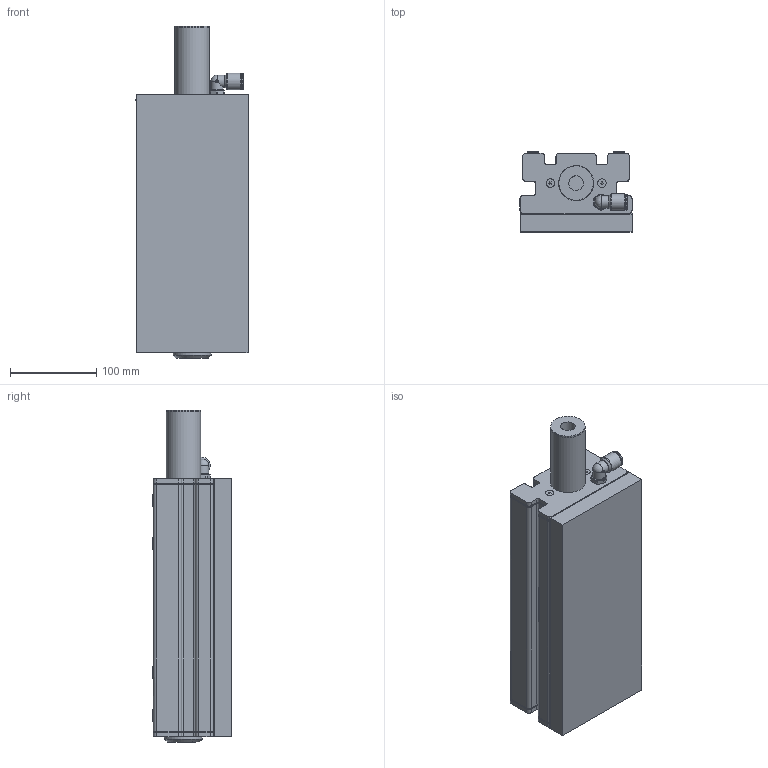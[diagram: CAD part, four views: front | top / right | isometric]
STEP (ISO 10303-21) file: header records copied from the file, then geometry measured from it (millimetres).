
FILE_DESCRIPTION(/* description */ (''),/* implementation_level */ '2;1');
FILE_NAME(/* name */ 'lvac0320Exxxx.stp',/* time_stamp */ '2023-03-10T09:50:32+01:00',/* author */ ('enginyeria2'),/* organization */ (''),/* preprocessor_version */ 'ST-DEVELOPER v17',/* originating_system */ 'Autodesk Inventor 2019',/* authorisation */ '');
FILE_SCHEMA (('AUTOMOTIVE_DESIGN { 1 0 10303 214 3 1 1 }'));
Length unit declared in the file: millimetre
Products named in the file (1): Pieza3
Bounding box: 130.25 x 93 x 386 mm (x, y, z)
Volume: 3308899.9 mm3; surface area: 213699.5 mm2
Topology: 1 solids, 22 shells, 622 faces, 1524 edges, 980 vertices
Faces by surface type: plane 336, cylinder 248, cone 22, torus 14, sphere 2
Full cylindrical faces by diameter (mm): 3.5 x1, 5 x2, 5.3 x2, 8.5 x2, 9 x10, 11 x8, 11.1 x8, 11.7 x1, 12 x2, 13.2 x1, 13.5 x8, 14.6 x2, 17 x1, 18 x1, 18.5 x1, 19 x1, 40 x2, 41 x1, 44 x1, 50 x1
Entity records: 18965 total; most frequent: CARTESIAN_POINT 3298, DIRECTION 3291, ORIENTED_EDGE 3034, EDGE_CURVE 1517, AXIS2_PLACEMENT_3D 1209, VERTEX_POINT 980, LINE 873, VECTOR 873
